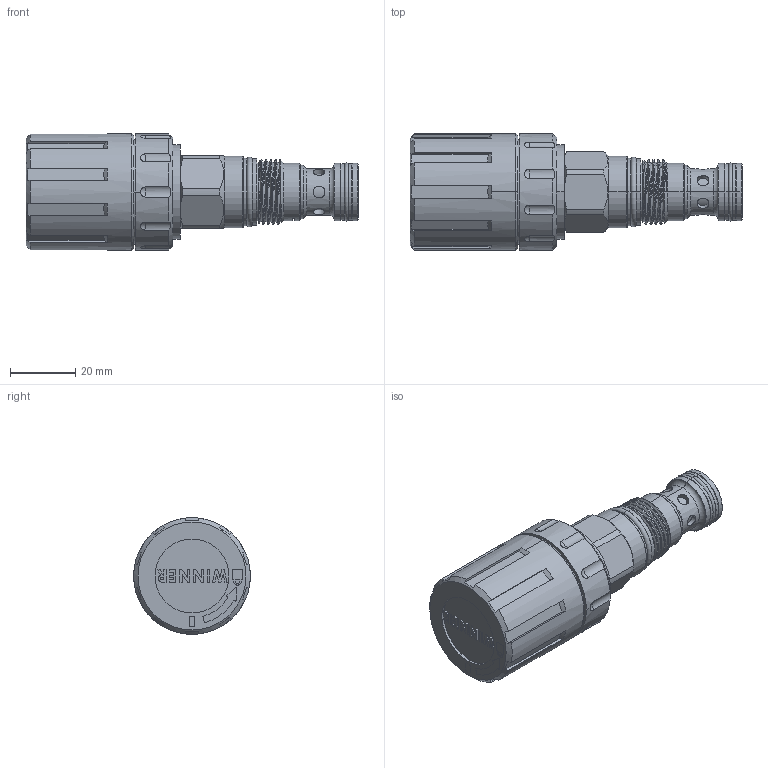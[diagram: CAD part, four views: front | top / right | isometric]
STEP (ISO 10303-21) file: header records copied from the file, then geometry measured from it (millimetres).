
FILE_DESCRIPTION (( 'STEP AP203' ), '1' );
FILE_NAME ('DT13A2A51RA-0400.STEP', '2023-06-21T03:28:11', ( '' ), ( '' ), 'SwSTEP 2.0', 'SolidWorks 2018', '' );
FILE_SCHEMA (( 'CONFIG_CONTROL_DESIGN' ));
Length unit declared in the file: millimetre
Products named in the file (1): DT13A2A51RA-0400
Bounding box: 101.45 x 35.6 x 35.6 mm (x, y, z)
Volume: 60490.6 mm3; surface area: 12566.1 mm2
Topology: 1 solids, 1 shells, 343 faces, 862 edges, 560 vertices
Faces by surface type: plane 152, cylinder 119, cone 45, torus 10, sphere 10, bspline 7
Entity records: 13165 total; most frequent: CARTESIAN_POINT 4998, ORIENTED_EDGE 1724, DIRECTION 1621, EDGE_CURVE 862, AXIS2_PLACEMENT_3D 591, VERTEX_POINT 560, LINE 439, VECTOR 439
